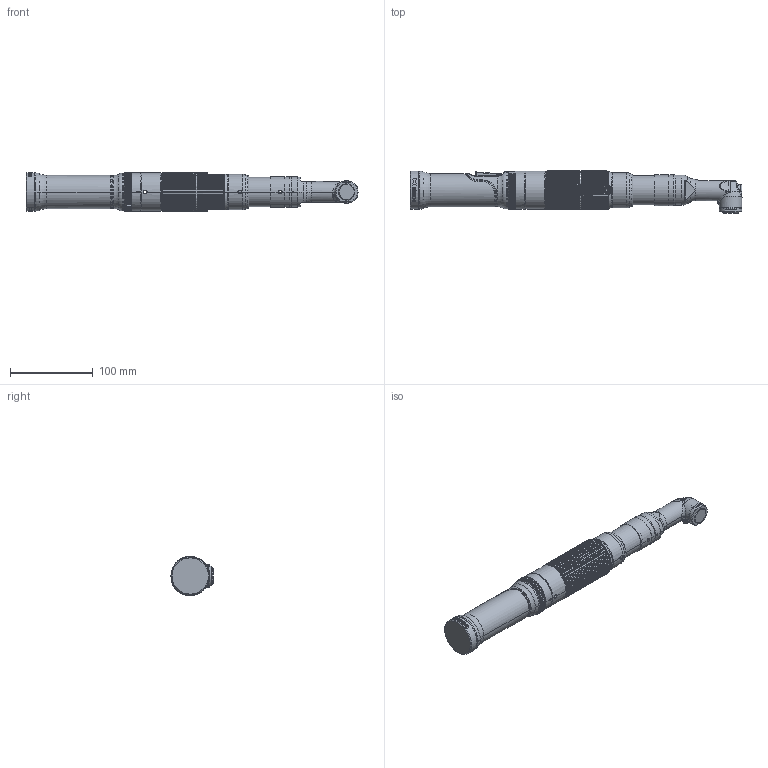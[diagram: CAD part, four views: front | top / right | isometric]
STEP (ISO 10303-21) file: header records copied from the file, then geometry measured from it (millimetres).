
FILE_DESCRIPTION((''),'2;1');
FILE_NAME('18EA16F1MG00_SW','2010-08-02T',('BBFF4'),('COOPER TOOLS'),'PRO/ENGINEER BY PARAMETRIC TECHNOLOGY CORPORATION, 2009300','PRO/ENGINEER BY PARAMETRIC TECHNOLOGY CORPORATION, 2009300','');
FILE_SCHEMA(('CONFIG_CONTROL_DESIGN'));
Products named in the file (1): 18EA16F1MG00_SW
Bounding box: 401.37 x 50.9 x 47.24 mm (x, y, z)
Surface area: 61876.6 mm2 (no closed solid volume)
Topology: 0 solids, 36 shells, 752 faces, 2342 edges, 1540 vertices
Faces by surface type: cylinder 317, bspline 303, plane 38, extrusion 38, torus 35, cone 19, sphere 2
Entity records: 46035 total; most frequent: CARTESIAN_POINT 28266, ORIENTED_EDGE 3824, DIRECTION 3057, EDGE_CURVE 2340, VERTEX_POINT 1540, AXIS2_PLACEMENT_3D 1247, B_SPLINE_CURVE_WITH_KNOTS 1017, CIRCLE 798
